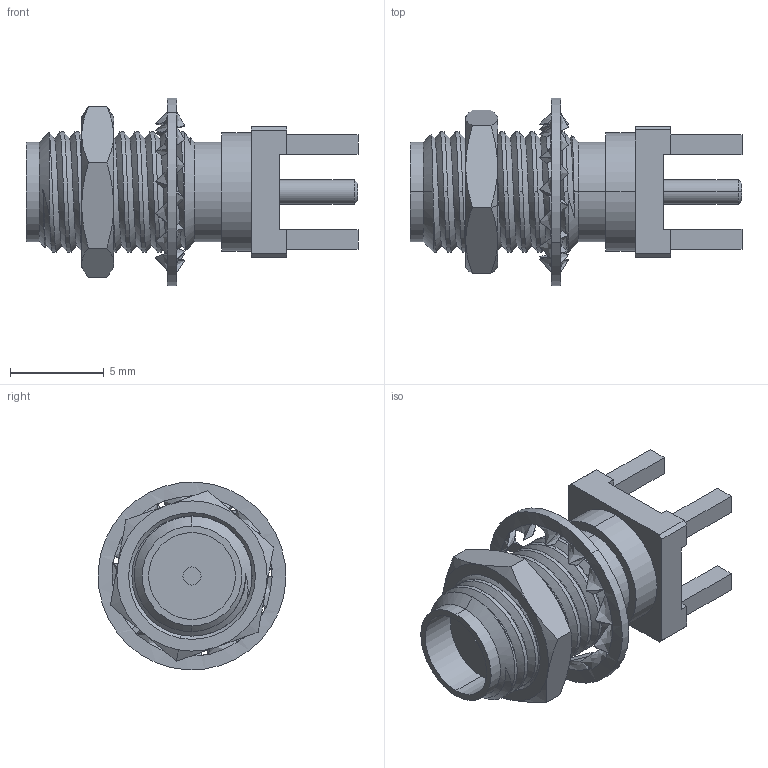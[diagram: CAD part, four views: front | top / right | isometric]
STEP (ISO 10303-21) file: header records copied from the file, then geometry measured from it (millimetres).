
FILE_DESCRIPTION (( 'STEP AP203' ), '1' );
FILE_NAME ('PCB.CSMAFSTJ.A.NI.STEP', '2021-12-04T14:15:53', ( 'admin' ), ( '' ), 'SwSTEP 2.0', 'SolidWorks 2015', '' );
FILE_SCHEMA (( 'CONFIG_CONTROL_DESIGN' ));
Length unit declared in the file: millimetre
Products named in the file (4): PCB.114SMAFSTJ.A?Reference; 蹟譫; 8.946.041001 内齿垫圈; PCB.CSMAFSTJ.A.NI
Assembly tree (3 placements, depth 2):
  PCB.CSMAFSTJ.A.NI
    PCB.114SMAFSTJ.A?Reference
    蹟譫
    8.946.041001 内齿垫圈
Bounding box: 17.68 x 9.99 x 9.99 mm (x, y, z)
Volume: 462.3 mm3; surface area: 790.3 mm2
Topology: 3 solids, 3 shells, 191 faces, 500 edges, 321 vertices
Faces by surface type: plane 63, bspline 54, cylinder 50, cone 24
Entity records: 8251 total; most frequent: CARTESIAN_POINT 3514, ORIENTED_EDGE 1000, DIRECTION 747, EDGE_CURVE 500, VERTEX_POINT 321, LINE 293, VECTOR 293, AXIS2_PLACEMENT_3D 227
